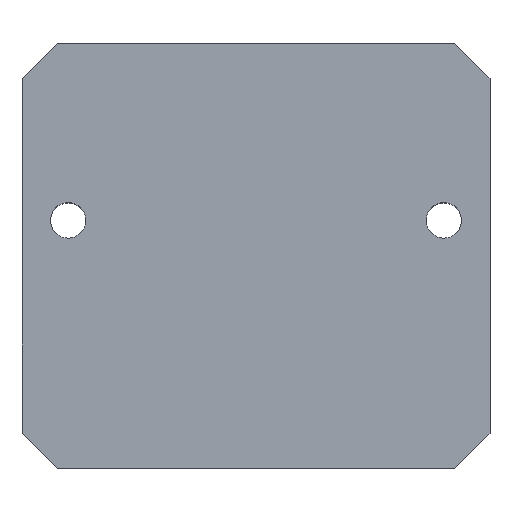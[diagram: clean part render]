
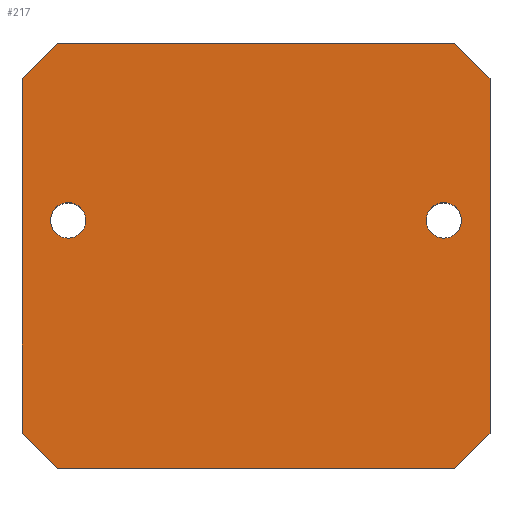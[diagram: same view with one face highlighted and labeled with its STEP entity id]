
A CAD part, top view. The second image highlights one B-rep face of the part: STEP entity #217.
In plain terms, the highlighted planar face has unit normal (0, 0, 1).
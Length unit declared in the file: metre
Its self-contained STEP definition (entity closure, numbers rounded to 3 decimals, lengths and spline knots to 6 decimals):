
#14=CIRCLE('',#243,0.0025);
#15=CIRCLE('',#244,0.0025);
#22=ORIENTED_EDGE('',*,*,#78,.F.);
#23=ORIENTED_EDGE('',*,*,#79,.F.);
#24=ORIENTED_EDGE('',*,*,#80,.F.);
#25=ORIENTED_EDGE('',*,*,#81,.T.);
#26=ORIENTED_EDGE('',*,*,#82,.F.);
#27=ORIENTED_EDGE('',*,*,#83,.T.);
#28=ORIENTED_EDGE('',*,*,#74,.T.);
#29=ORIENTED_EDGE('',*,*,#84,.T.);
#30=ORIENTED_EDGE('',*,*,#85,.T.);
#31=ORIENTED_EDGE('',*,*,#86,.T.);
#74=EDGE_CURVE('',#102,#103,#122,.T.);
#78=EDGE_CURVE('',#106,#106,#14,.T.);
#79=EDGE_CURVE('',#107,#107,#15,.T.);
#80=EDGE_CURVE('',#108,#109,#126,.T.);
#81=EDGE_CURVE('',#108,#110,#127,.T.);
#82=EDGE_CURVE('',#111,#110,#128,.T.);
#83=EDGE_CURVE('',#111,#102,#129,.F.);
#84=EDGE_CURVE('',#103,#112,#130,.T.);
#85=EDGE_CURVE('',#112,#113,#131,.T.);
#86=EDGE_CURVE('',#113,#109,#132,.F.);
#102=VERTEX_POINT('',#318);
#103=VERTEX_POINT('',#319);
#106=VERTEX_POINT('',#327);
#107=VERTEX_POINT('',#329);
#108=VERTEX_POINT('',#331);
#109=VERTEX_POINT('',#332);
#110=VERTEX_POINT('',#334);
#111=VERTEX_POINT('',#336);
#112=VERTEX_POINT('',#339);
#113=VERTEX_POINT('',#341);
#122=LINE('',#317,#146);
#126=LINE('',#330,#150);
#127=LINE('',#333,#151);
#128=LINE('',#335,#152);
#129=LINE('',#337,#153);
#130=LINE('',#338,#154);
#131=LINE('',#340,#155);
#132=LINE('',#342,#156);
#146=VECTOR('',#261,1.);
#150=VECTOR('',#271,1.);
#151=VECTOR('',#272,1.);
#152=VECTOR('',#273,1.);
#153=VECTOR('',#274,1.);
#154=VECTOR('',#275,1.);
#155=VECTOR('',#276,1.);
#156=VECTOR('',#277,1.);
#171=EDGE_LOOP('',(#22));
#172=EDGE_LOOP('',(#23));
#173=EDGE_LOOP('',(#24,#25,#26,#27,#28,#29,#30,#31));
#189=FACE_BOUND('',#171,.T.);
#190=FACE_BOUND('',#172,.T.);
#191=FACE_BOUND('',#173,.T.);
#207=PLANE('',#242);
#217=ADVANCED_FACE('',(#189,#190,#191),#207,.F.);
#242=AXIS2_PLACEMENT_3D('',#325,#265,#266);
#243=AXIS2_PLACEMENT_3D('',#326,#267,#268);
#244=AXIS2_PLACEMENT_3D('',#328,#269,#270);
#261=DIRECTION('',(0.,1.,0.));
#265=DIRECTION('',(0.,0.,-1.));
#266=DIRECTION('',(-1.,0.,0.));
#267=DIRECTION('',(0.,0.,1.));
#268=DIRECTION('',(1.,0.,0.));
#269=DIRECTION('',(0.,0.,1.));
#270=DIRECTION('',(1.,0.,0.));
#271=DIRECTION('',(0.,1.,0.));
#272=DIRECTION('',(0.707,-0.707,0.));
#273=DIRECTION('',(-1.,0.,0.));
#274=DIRECTION('',(-0.707,-0.707,0.));
#275=DIRECTION('',(-0.707,0.707,0.));
#276=DIRECTION('',(-1.,0.,0.));
#277=DIRECTION('',(0.707,0.707,0.));
#317=CARTESIAN_POINT('',(0.033,-0.03,0.011));
#318=CARTESIAN_POINT('',(0.033,-0.025,0.011));
#319=CARTESIAN_POINT('',(0.033,0.025,0.011));
#325=CARTESIAN_POINT('',(0.,-0.03,0.011));
#326=CARTESIAN_POINT('',(-0.0265,0.005,0.011));
#327=CARTESIAN_POINT('',(-0.024,0.005,0.011));
#328=CARTESIAN_POINT('',(0.0265,0.005,0.011));
#329=CARTESIAN_POINT('',(0.029,0.005,0.011));
#330=CARTESIAN_POINT('',(-0.033,-0.03,0.011));
#331=CARTESIAN_POINT('',(-0.033,-0.025,0.011));
#332=CARTESIAN_POINT('',(-0.033,0.025,0.011));
#333=CARTESIAN_POINT('',(-0.028,-0.03,0.011));
#334=CARTESIAN_POINT('',(-0.028,-0.03,0.011));
#335=CARTESIAN_POINT('',(0.,-0.03,0.011));
#336=CARTESIAN_POINT('',(0.028,-0.03,0.011));
#337=CARTESIAN_POINT('',(0.033,-0.025,0.011));
#338=CARTESIAN_POINT('',(0.028,0.03,0.011));
#339=CARTESIAN_POINT('',(0.028,0.03,0.011));
#340=CARTESIAN_POINT('',(0.,0.03,0.011));
#341=CARTESIAN_POINT('',(-0.028,0.03,0.011));
#342=CARTESIAN_POINT('',(-0.033,0.025,0.011));
